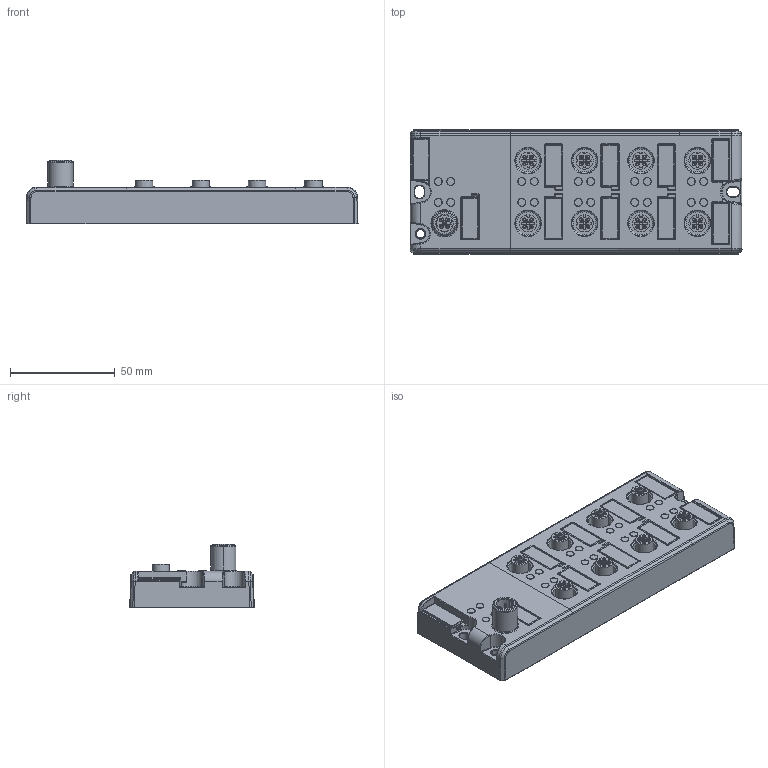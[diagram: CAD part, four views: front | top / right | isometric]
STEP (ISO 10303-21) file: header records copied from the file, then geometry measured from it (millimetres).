
FILE_DESCRIPTION((''),'2;1');
FILE_NAME('CAD-6704','2019-09-02T11:15:30',('creinig-se'),(''),'CREO PARAMETRIC BY PTC INC, 2018420','CREO PARAMETRIC BY PTC INC, 2018420','');
FILE_SCHEMA(('CONFIG_CONTROL_DESIGN','SHAPE_APPEARANCE_LAYERS_GROUPS'));
Products named in the file (1): CAD-6704
Bounding box: 158.8 x 59.59 x 30.6 mm (x, y, z)
Volume: 160313.9 mm3; surface area: 34750.7 mm2
Topology: 1 solids, 1 shells, 1714 faces, 4364 edges, 2624 vertices
Faces by surface type: cylinder 662, plane 436, torus 298, bspline 156, cone 120, sphere 42
Entity records: 76950 total; most frequent: CARTESIAN_POINT 15622, DIRECTION 8649, ORIENTED_EDGE 8548, PRESENTATION_STYLE_ASSIGNMENT 4926, STYLED_ITEM 4279, CURVE_STYLE 4278, EDGE_CURVE 4274, AXIS2_PLACEMENT_3D 3457
